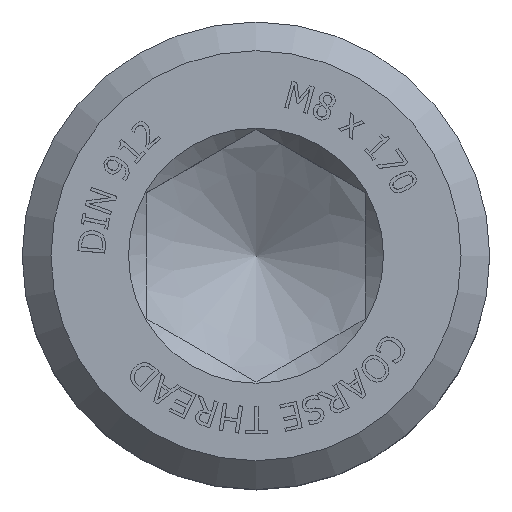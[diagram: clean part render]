
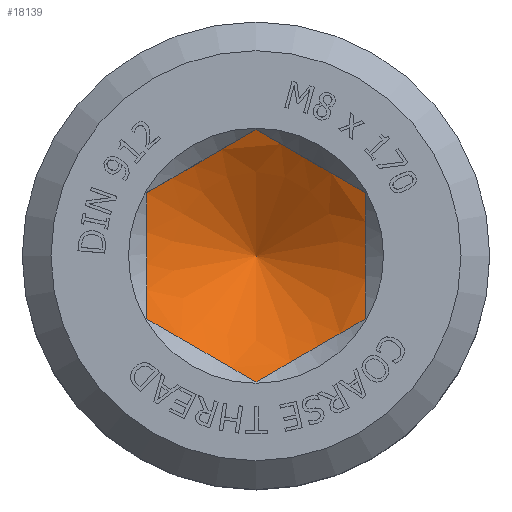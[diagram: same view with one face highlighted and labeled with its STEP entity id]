
A CAD part, top view. The second image highlights one B-rep face of the part: STEP entity #18139.
In plain terms, the highlighted conical face has half-angle 60 degrees and reference radius 2.6 mm.
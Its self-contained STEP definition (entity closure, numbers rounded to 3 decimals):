
#17767=CARTESIAN_POINT('',(0.,3.51,-4.0));
#17768=VERTEX_POINT('',#17767);
#17775=CARTESIAN_POINT('',(3.04,1.755,-4.0));
#17776=VERTEX_POINT('',#17775);
#17777=CARTESIAN_POINT('',(3.04,1.755,-4.0));
#17778=CARTESIAN_POINT('',(1.52,2.633,-4.507));
#17779=CARTESIAN_POINT('',(0.,3.51,-4.0));
#17787=(BOUNDED_CURVE()B_SPLINE_CURVE(2,(#17777,#17778,#17779),.UNSPECIFIED.,.F.,.U.)B_SPLINE_CURVE_WITH_KNOTS((3,3),(0.21,0.67),.UNSPECIFIED.)CURVE()GEOMETRIC_REPRESENTATION_ITEM()RATIONAL_B_SPLINE_CURVE((1.258,1.453,1.258))REPRESENTATION_ITEM(''));
#17788=EDGE_CURVE('',#17776,#17768,#17787,.T.);
#17805=CARTESIAN_POINT('',(-3.04,1.755,-4.0));
#17806=VERTEX_POINT('',#17805);
#17813=CARTESIAN_POINT('',(0.,3.51,-4.0));
#17814=CARTESIAN_POINT('',(-1.52,2.633,-4.507));
#17815=CARTESIAN_POINT('',(-3.04,1.755,-4.0));
#17823=(BOUNDED_CURVE()B_SPLINE_CURVE(2,(#17813,#17814,#17815),.UNSPECIFIED.,.F.,.U.)B_SPLINE_CURVE_WITH_KNOTS((3,3),(0.21,0.67),.UNSPECIFIED.)CURVE()GEOMETRIC_REPRESENTATION_ITEM()RATIONAL_B_SPLINE_CURVE((1.258,1.453,1.258))REPRESENTATION_ITEM(''));
#17824=EDGE_CURVE('',#17768,#17806,#17823,.T.);
#17836=CARTESIAN_POINT('',(-3.04,-1.755,-4.0));
#17837=VERTEX_POINT('',#17836);
#17844=CARTESIAN_POINT('',(-3.04,1.755,-4.0));
#17845=CARTESIAN_POINT('',(-3.04,0.,-4.507));
#17846=CARTESIAN_POINT('',(-3.04,-1.755,-4.0));
#17854=(BOUNDED_CURVE()B_SPLINE_CURVE(2,(#17844,#17845,#17846),.UNSPECIFIED.,.F.,.U.)B_SPLINE_CURVE_WITH_KNOTS((3,3),(0.21,0.67),.UNSPECIFIED.)CURVE()GEOMETRIC_REPRESENTATION_ITEM()RATIONAL_B_SPLINE_CURVE((1.258,1.453,1.258))REPRESENTATION_ITEM(''));
#17855=EDGE_CURVE('',#17806,#17837,#17854,.T.);
#17867=CARTESIAN_POINT('',(0.,-3.51,-4.0));
#17868=VERTEX_POINT('',#17867);
#17875=CARTESIAN_POINT('',(-3.04,-1.755,-4.0));
#17876=CARTESIAN_POINT('',(-1.52,-2.633,-4.507));
#17877=CARTESIAN_POINT('',(0.,-3.51,-4.0));
#17885=(BOUNDED_CURVE()B_SPLINE_CURVE(2,(#17875,#17876,#17877),.UNSPECIFIED.,.F.,.U.)B_SPLINE_CURVE_WITH_KNOTS((3,3),(0.21,0.67),.UNSPECIFIED.)CURVE()GEOMETRIC_REPRESENTATION_ITEM()RATIONAL_B_SPLINE_CURVE((1.258,1.453,1.258))REPRESENTATION_ITEM(''));
#17886=EDGE_CURVE('',#17837,#17868,#17885,.T.);
#17898=CARTESIAN_POINT('',(3.04,-1.755,-4.));
#17899=VERTEX_POINT('',#17898);
#17906=CARTESIAN_POINT('',(0.,-3.51,-4.0));
#17907=CARTESIAN_POINT('',(1.52,-2.633,-4.507));
#17908=CARTESIAN_POINT('',(3.04,-1.755,-4.));
#17916=(BOUNDED_CURVE()B_SPLINE_CURVE(2,(#17906,#17907,#17908),.UNSPECIFIED.,.F.,.U.)B_SPLINE_CURVE_WITH_KNOTS((3,3),(0.21,0.67),.UNSPECIFIED.)CURVE()GEOMETRIC_REPRESENTATION_ITEM()RATIONAL_B_SPLINE_CURVE((1.258,1.453,1.258))REPRESENTATION_ITEM(''));
#17917=EDGE_CURVE('',#17868,#17899,#17916,.T.);
#17930=CARTESIAN_POINT('',(3.04,-1.755,-4.));
#17931=CARTESIAN_POINT('',(3.04,0.,-4.507));
#17932=CARTESIAN_POINT('',(3.04,1.755,-4.0));
#17940=(BOUNDED_CURVE()B_SPLINE_CURVE(2,(#17930,#17931,#17932),.UNSPECIFIED.,.F.,.U.)B_SPLINE_CURVE_WITH_KNOTS((3,3),(0.21,0.67),.UNSPECIFIED.)CURVE()GEOMETRIC_REPRESENTATION_ITEM()RATIONAL_B_SPLINE_CURVE((1.258,1.453,1.258))REPRESENTATION_ITEM(''));
#17941=EDGE_CURVE('',#17899,#17776,#17940,.T.);
#18126=CARTESIAN_POINT('',(0.0,0.,-4.526));
#18127=DIRECTION('',(0.0,0.,1.0));
#18128=DIRECTION('',(0.0,1.0,0.0));
#18129=AXIS2_PLACEMENT_3D('',#18126,#18127,#18128);
#18130=CONICAL_SURFACE('',#18129,2.6,60.);
#18131=ORIENTED_EDGE('',*,*,#17855,.T.);
#18132=ORIENTED_EDGE('',*,*,#17886,.T.);
#18133=ORIENTED_EDGE('',*,*,#17917,.T.);
#18134=ORIENTED_EDGE('',*,*,#17941,.T.);
#18135=ORIENTED_EDGE('',*,*,#17788,.T.);
#18136=ORIENTED_EDGE('',*,*,#17824,.T.);
#18137=EDGE_LOOP('',(#18131,#18132,#18133,#18134,#18135,#18136));
#18138=FACE_OUTER_BOUND('',#18137,.T.);
#18139=ADVANCED_FACE('',(#18138),#18130,.F.);
